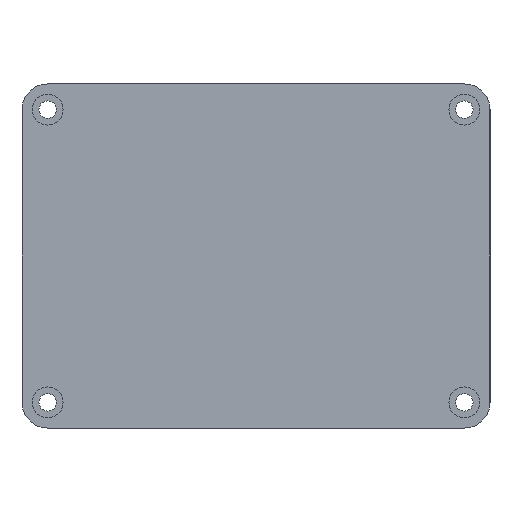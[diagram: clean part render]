
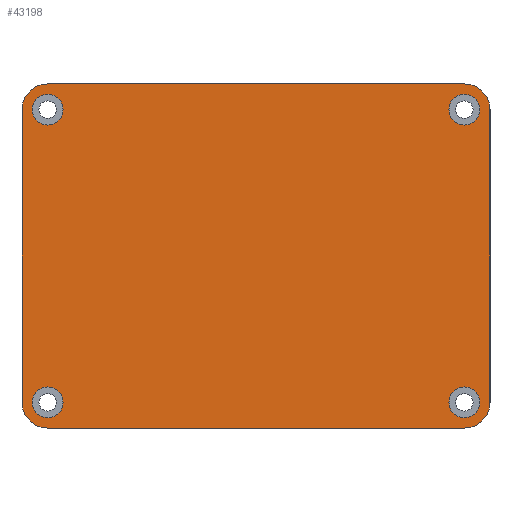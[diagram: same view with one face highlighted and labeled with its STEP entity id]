
A CAD part, front view. The second image highlights one B-rep face of the part: STEP entity #43198.
In plain terms, the highlighted planar face has unit normal (0, -1, 0).
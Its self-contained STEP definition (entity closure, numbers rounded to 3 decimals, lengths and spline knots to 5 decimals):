
#1678=LINE('',#65757,#5739);
#1681=LINE('',#65763,#5742);
#1684=LINE('',#65769,#5745);
#1696=LINE('',#65792,#5757);
#5739=VECTOR('',#52819,1.);
#5742=VECTOR('',#52824,1.);
#5745=VECTOR('',#52829,1.);
#5757=VECTOR('',#52849,1.);
#9711=PLANE('',#48032);
#11514=ORIENTED_EDGE('',*,*,#24346,.T.);
#11515=ORIENTED_EDGE('',*,*,#24344,.T.);
#11516=ORIENTED_EDGE('',*,*,#24342,.T.);
#11517=ORIENTED_EDGE('',*,*,#24340,.T.);
#11518=ORIENTED_EDGE('',*,*,#24366,.T.);
#11519=ORIENTED_EDGE('',*,*,#24368,.T.);
#11520=ORIENTED_EDGE('',*,*,#24354,.F.);
#11521=ORIENTED_EDGE('',*,*,#24369,.T.);
#11522=ORIENTED_EDGE('',*,*,#24351,.F.);
#11523=ORIENTED_EDGE('',*,*,#24370,.T.);
#11524=ORIENTED_EDGE('',*,*,#24348,.T.);
#11525=ORIENTED_EDGE('',*,*,#24371,.T.);
#24340=EDGE_CURVE('',#30808,#30808,#35004,.T.);
#24342=EDGE_CURVE('',#30810,#30810,#35006,.T.);
#24344=EDGE_CURVE('',#30812,#30812,#35008,.T.);
#24346=EDGE_CURVE('',#30814,#30814,#35010,.T.);
#24348=EDGE_CURVE('',#30816,#30817,#1678,.T.);
#24351=EDGE_CURVE('',#30818,#30819,#1681,.T.);
#24354=EDGE_CURVE('',#30820,#30821,#1684,.T.);
#24366=EDGE_CURVE('',#30827,#30826,#1696,.T.);
#24368=EDGE_CURVE('',#30826,#30821,#35012,.F.);
#24369=EDGE_CURVE('',#30820,#30819,#35013,.F.);
#24370=EDGE_CURVE('',#30818,#30816,#35014,.F.);
#24371=EDGE_CURVE('',#30817,#30827,#35015,.F.);
#30808=VERTEX_POINT('',#65738);
#30810=VERTEX_POINT('',#65743);
#30812=VERTEX_POINT('',#65748);
#30814=VERTEX_POINT('',#65753);
#30816=VERTEX_POINT('',#65758);
#30817=VERTEX_POINT('',#65759);
#30818=VERTEX_POINT('',#65764);
#30819=VERTEX_POINT('',#65765);
#30820=VERTEX_POINT('',#65770);
#30821=VERTEX_POINT('',#65771);
#30826=VERTEX_POINT('',#65791);
#30827=VERTEX_POINT('',#65793);
#35004=CIRCLE('',#48014,0.003);
#35006=CIRCLE('',#48017,0.003);
#35008=CIRCLE('',#48020,0.003);
#35010=CIRCLE('',#48023,0.003);
#35012=CIRCLE('',#48033,0.005);
#35013=CIRCLE('',#48034,0.005);
#35014=CIRCLE('',#48035,0.005);
#35015=CIRCLE('',#48036,0.005);
#36835=EDGE_LOOP('',(#11514));
#36836=EDGE_LOOP('',(#11515));
#36837=EDGE_LOOP('',(#11516));
#36838=EDGE_LOOP('',(#11517));
#36839=EDGE_LOOP('',(#11518,#11519,#11520,#11521,#11522,#11523,#11524,#11525));
#39598=FACE_BOUND('',#36835,.T.);
#39599=FACE_BOUND('',#36836,.T.);
#39600=FACE_BOUND('',#36837,.T.);
#39601=FACE_BOUND('',#36838,.T.);
#39602=FACE_BOUND('',#36839,.T.);
#43198=ADVANCED_FACE('',(#39598,#39599,#39600,#39601,#39602),#9711,.F.);
#48014=AXIS2_PLACEMENT_3D('',#65737,#52795,#52796);
#48017=AXIS2_PLACEMENT_3D('',#65742,#52801,#52802);
#48020=AXIS2_PLACEMENT_3D('',#65747,#52807,#52808);
#48023=AXIS2_PLACEMENT_3D('',#65752,#52813,#52814);
#48032=AXIS2_PLACEMENT_3D('',#65795,#52851,#52852);
#48033=AXIS2_PLACEMENT_3D('',#65796,#52853,#52854);
#48034=AXIS2_PLACEMENT_3D('',#65797,#52855,#52856);
#48035=AXIS2_PLACEMENT_3D('',#65798,#52857,#52858);
#48036=AXIS2_PLACEMENT_3D('',#65799,#52859,#52860);
#52795=DIRECTION('',(0.,1.,0.));
#52796=DIRECTION('',(1.,0.,0.));
#52801=DIRECTION('',(0.,1.,0.));
#52802=DIRECTION('',(1.,0.,0.));
#52807=DIRECTION('',(0.,1.,0.));
#52808=DIRECTION('',(1.,0.,0.));
#52813=DIRECTION('',(0.,1.,0.));
#52814=DIRECTION('',(1.,0.,0.));
#52819=DIRECTION('',(-1.,0.,0.));
#52824=DIRECTION('',(0.,0.,-1.));
#52829=DIRECTION('',(-1.,0.,0.));
#52849=DIRECTION('',(0.,0.,-1.));
#52851=DIRECTION('',(0.,1.,0.));
#52852=DIRECTION('',(1.,0.,0.));
#52853=DIRECTION('',(0.,1.,0.));
#52854=DIRECTION('',(1.,0.,0.));
#52855=DIRECTION('',(0.,1.,0.));
#52856=DIRECTION('',(1.,0.,0.));
#52857=DIRECTION('',(0.,1.,0.));
#52858=DIRECTION('',(1.,0.,0.));
#52859=DIRECTION('',(0.,1.,0.));
#52860=DIRECTION('',(1.,0.,0.));
#65737=CARTESIAN_POINT('',(0.04056,0.,0.0285));
#65738=CARTESIAN_POINT('',(0.04356,0.,0.0285));
#65742=CARTESIAN_POINT('',(0.04056,0.,-0.0285));
#65743=CARTESIAN_POINT('',(0.04356,0.,-0.0285));
#65747=CARTESIAN_POINT('',(-0.04056,0.,-0.0285));
#65748=CARTESIAN_POINT('',(-0.03756,0.,-0.0285));
#65752=CARTESIAN_POINT('',(-0.04056,0.,0.0285));
#65753=CARTESIAN_POINT('',(-0.03756,0.,0.0285));
#65757=CARTESIAN_POINT('',(0.,0.,0.0335));
#65758=CARTESIAN_POINT('',(0.04056,0.,0.0335));
#65759=CARTESIAN_POINT('',(-0.04056,0.,0.0335));
#65763=CARTESIAN_POINT('',(0.04556,0.,0.));
#65764=CARTESIAN_POINT('',(0.04556,0.,0.0285));
#65765=CARTESIAN_POINT('',(0.04556,0.,-0.0285));
#65769=CARTESIAN_POINT('',(0.,0.,-0.0335));
#65770=CARTESIAN_POINT('',(0.04056,0.,-0.0335));
#65771=CARTESIAN_POINT('',(-0.04056,0.,-0.0335));
#65791=CARTESIAN_POINT('',(-0.04556,0.,-0.0285));
#65792=CARTESIAN_POINT('',(-0.04556,0.,0.));
#65793=CARTESIAN_POINT('',(-0.04556,0.,0.0285));
#65795=CARTESIAN_POINT('',(0.,0.,0.));
#65796=CARTESIAN_POINT('',(-0.04056,0.,-0.0285));
#65797=CARTESIAN_POINT('',(0.04056,0.,-0.0285));
#65798=CARTESIAN_POINT('',(0.04056,0.,0.0285));
#65799=CARTESIAN_POINT('',(-0.04056,0.,0.0285));
